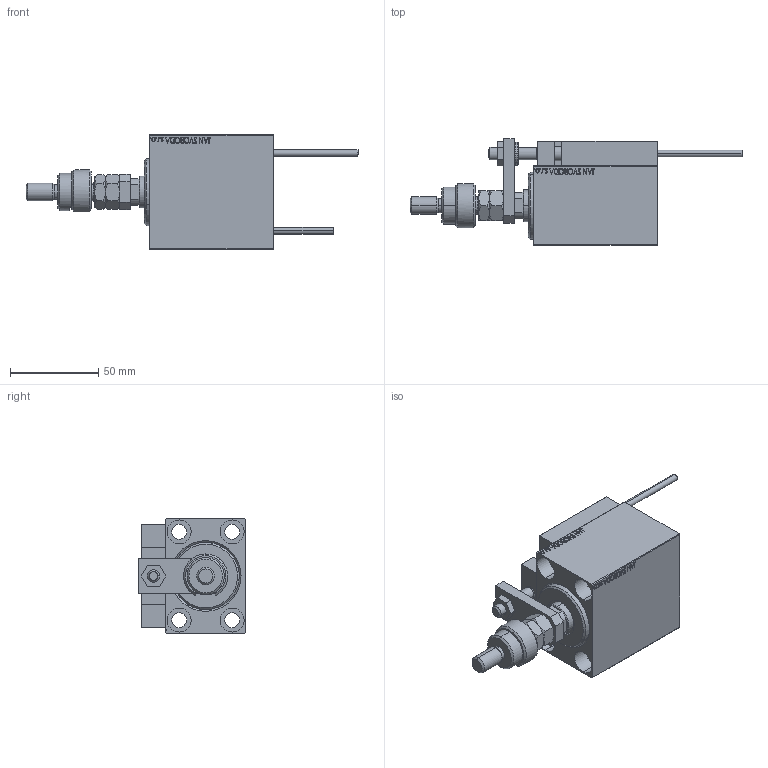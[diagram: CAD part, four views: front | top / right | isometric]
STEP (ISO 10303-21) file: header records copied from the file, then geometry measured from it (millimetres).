
FILE_DESCRIPTION (( 'STEP AP203' ), '1' );
FILE_NAME ('f992.STEP', '2022-04-17T00:31:21', ( '' ), ( '' ), 'SwSTEP 2.0', 'SolidWorks 2019', '' );
FILE_SCHEMA (( 'CONFIG_CONTROL_DESIGN' ));
Length unit declared in the file: millimetre
Products named in the file (18): FEMALE_PART_FOR_DFA 41f4d34a7a99073d537acd3809168281; V450CM_VC_B 41f4d34a7a99073d537acd3809168281; ZARAZKA 41f4d34a7a99073d537acd3809168281; SWITCH_X_FRONT_BACK 41f4d34a7a99073d537acd3809168281; V450CM_C_VCP 41f4d34a7a99073d537acd3809168281; NUT_D12 41f4d34a7a99073d537acd3809168281; ALLEN BOLT D5 41f4d34a7a99073d537acd3809168281; SWITCH DIM B,W 41f4d34a7a99073d537acd3809168281; X_Y_DFA 41f4d34a7a99073d537acd3809168281; TYC_L79 41f4d34a7a99073d537acd3809168281; KONCOVKA 41f4d34a7a99073d537acd3809168281; MFA 41f4d34a7a99073d537acd3809168281; SWITCH X 41f4d34a7a99073d537acd3809168281; f992; Block 41f4d34a7a99073d537acd3809168281; ALLEN BOLT D8 41f4d34a7a99073d537acd3809168281; MAGNET 41f4d34a7a99073d537acd3809168281; V450CM_C_Body 41f4d34a7a99073d537acd3809168281
Assembly tree (27 placements, depth 3):
  f992
    V450CM_C_Body 41f4d34a7a99073d537acd3809168281
    SWITCH X 41f4d34a7a99073d537acd3809168281
      SWITCH_X_FRONT_BACK 41f4d34a7a99073d537acd3809168281  x2
      TYC_L79 41f4d34a7a99073d537acd3809168281
      Block 41f4d34a7a99073d537acd3809168281  x2
      ALLEN BOLT D5 41f4d34a7a99073d537acd3809168281  x4
      ALLEN BOLT D8 41f4d34a7a99073d537acd3809168281  x4
      MAGNET 41f4d34a7a99073d537acd3809168281  x2
      KONCOVKA 41f4d34a7a99073d537acd3809168281  x2
    NUT_D12 41f4d34a7a99073d537acd3809168281
    SWITCH DIM B,W 41f4d34a7a99073d537acd3809168281
    ZARAZKA 41f4d34a7a99073d537acd3809168281
    V450CM_C_VCP 41f4d34a7a99073d537acd3809168281
    V450CM_VC_B 41f4d34a7a99073d537acd3809168281
    X_Y_DFA 41f4d34a7a99073d537acd3809168281
      FEMALE_PART_FOR_DFA 41f4d34a7a99073d537acd3809168281
      MFA 41f4d34a7a99073d537acd3809168281
Bounding box: 188 x 60.5 x 65 mm (x, y, z)
Volume: 235787.7 mm3; surface area: 76988.3 mm2
Topology: 25 solids, 25 shells, 1363 faces, 3246 edges, 2063 vertices
Faces by surface type: plane 588, bspline 380, cylinder 197, cone 146, torus 48, sphere 4
Entity records: 52912 total; most frequent: CARTESIAN_POINT 26603, ORIENTED_EDGE 5512, DIRECTION 3830, EDGE_CURVE 2756, VERTEX_POINT 1787, LINE 1538, VECTOR 1538, EDGE_LOOP 1275
